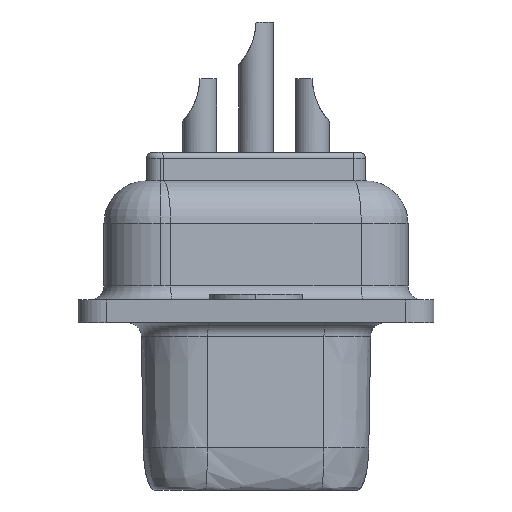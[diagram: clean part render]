
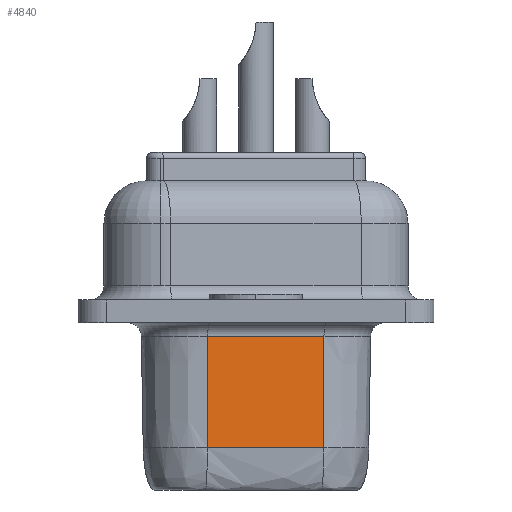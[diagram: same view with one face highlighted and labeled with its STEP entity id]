
A CAD part, left-side view. The second image highlights one B-rep face of the part: STEP entity #4840.
In plain terms, the highlighted planar face has unit normal (-0.985, -0.174, -0.018).
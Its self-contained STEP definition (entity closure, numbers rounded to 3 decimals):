
#99 = VERTEX_POINT ( 'NONE', #4261 ) ;
#163 = AXIS2_PLACEMENT_3D ( 'NONE', #4443, #7131, #3633 ) ;
#646 = LINE ( 'NONE', #2750, #653 ) ;
#653 = VECTOR ( 'NONE', #3330, 1000. ) ;
#774 = VERTEX_POINT ( 'NONE', #7366 ) ;
#936 = CARTESIAN_POINT ( 'NONE',  ( -8.162, 1.716, 1.493 ) ) ;
#1476 = VERTEX_POINT ( 'NONE', #936 ) ;
#1578 = ORIENTED_EDGE ( 'NONE', *, *, #4275, .F. ) ;
#1730 = B_SPLINE_CURVE_WITH_KNOTS ( 'NONE', 3,
 ( #6758, #4361, #6293, #3561 ),
 .UNSPECIFIED., .F., .F.,
 ( 4, 4 ),
 ( 0., 1. ),
 .UNSPECIFIED. ) ;
#1984 = ORIENTED_EDGE ( 'NONE', *, *, #4142, .T. ) ;
#2445 = CARTESIAN_POINT ( 'NONE',  ( -8.229, 1.704, 5.409 ) ) ;
#2750 = CARTESIAN_POINT ( 'NONE',  ( -8.136, 1.72, 0. ) ) ;
#3062 = FACE_OUTER_BOUND ( 'NONE', #7329, .T. ) ;
#3103 = CARTESIAN_POINT ( 'NONE',  ( -7.413, -2.38, 0. ) ) ;
#3330 = DIRECTION ( 'NONE',  ( 0.017, 0.003, -1. ) ) ;
#3561 = CARTESIAN_POINT ( 'NONE',  ( -7.439, -2.384, 1.493 ) ) ;
#3633 = DIRECTION ( 'NONE',  ( 0.174, -0.985, 0. ) ) ;
#3780 = EDGE_CURVE ( 'NONE', #4288, #99, #6589, .T. ) ;
#4142 = EDGE_CURVE ( 'NONE', #99, #1476, #646, .T. ) ;
#4261 = CARTESIAN_POINT ( 'NONE',  ( -8.229, 1.704, 5.409 ) ) ;
#4275 = EDGE_CURVE ( 'NONE', #4288, #774, #4337, .T. ) ;
#4288 = VERTEX_POINT ( 'NONE', #5755 ) ;
#4337 = LINE ( 'NONE', #3103, #8010 ) ;
#4361 = CARTESIAN_POINT ( 'NONE',  ( -7.921, 0.349, 1.493 ) ) ;
#4443 = CARTESIAN_POINT ( 'NONE',  ( -8.136, 1.72, 0. ) ) ;
#4566 = DIRECTION ( 'NONE',  ( -0.174, 0.985, 0. ) ) ;
#4788 = VECTOR ( 'NONE', #4566, 1000. ) ;
#4840 = ADVANCED_FACE ( 'NONE', ( #3062 ), #6953, .T. ) ;
#5755 = CARTESIAN_POINT ( 'NONE',  ( -7.506, -2.396, 5.409 ) ) ;
#5901 = EDGE_CURVE ( 'NONE', #1476, #774, #1730, .T. ) ;
#6293 = CARTESIAN_POINT ( 'NONE',  ( -7.68, -1.018, 1.493 ) ) ;
#6589 = LINE ( 'NONE', #2445, #4788 ) ;
#6758 = CARTESIAN_POINT ( 'NONE',  ( -8.162, 1.716, 1.493 ) ) ;
#6953 = PLANE ( 'NONE',  #163 ) ;
#7031 = DIRECTION ( 'NONE',  ( 0.017, 0.003, -1. ) ) ;
#7131 = DIRECTION ( 'NONE',  ( -0.985, -0.174, -0.017 ) ) ;
#7329 = EDGE_LOOP ( 'NONE', ( #1984, #7536, #1578, #7715 ) ) ;
#7366 = CARTESIAN_POINT ( 'NONE',  ( -7.439, -2.384, 1.493 ) ) ;
#7536 = ORIENTED_EDGE ( 'NONE', *, *, #5901, .T. ) ;
#7715 = ORIENTED_EDGE ( 'NONE', *, *, #3780, .T. ) ;
#8010 = VECTOR ( 'NONE', #7031, 1000. ) ;
